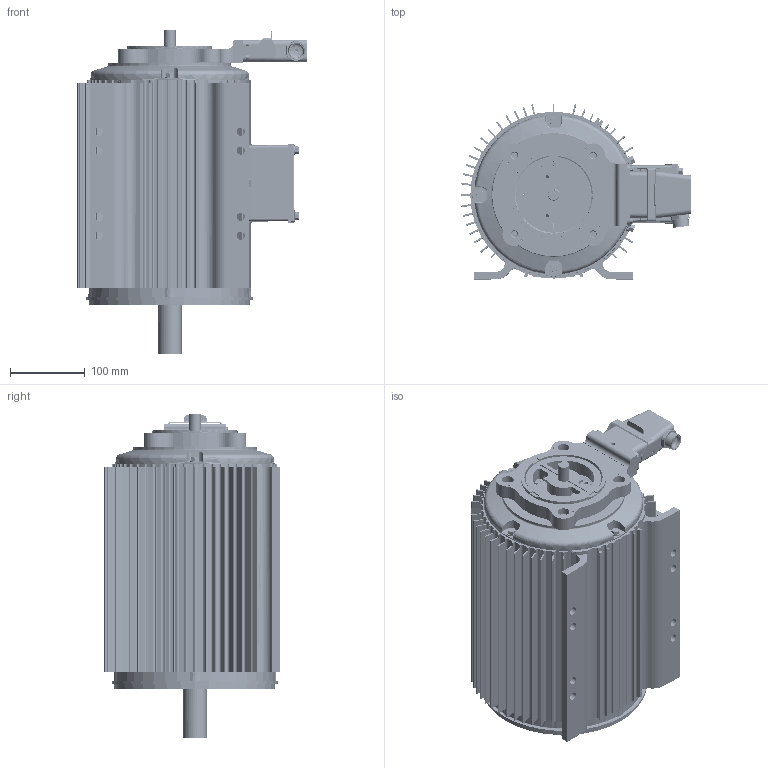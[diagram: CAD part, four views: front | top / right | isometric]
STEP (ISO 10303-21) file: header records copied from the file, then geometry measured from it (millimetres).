
FILE_DESCRIPTION (( 'STEP AP214' ), '1' );
FILE_NAME ('Y543A-A772.STEP', '2021-05-06T11:48:08', ( '' ), ( '' ), 'SwSTEP 2.0', 'SolidWorks 2021', '' );
FILE_SCHEMA (( 'AUTOMOTIVE_DESIGN' ));
Length unit declared in the file: inch
Products named in the file (1): Y543A-A772
Bounding box: 309.1 x 235.01 x 435.61 mm (x, y, z)
Volume: 3036321.1 mm3; surface area: 1308387.2 mm2
Topology: 34 solids, 34 shells, 5274 faces, 13780 edges, 8773 vertices
Faces by surface type: plane 2803, cylinder 1083, bspline 781, torus 291, cone 213, sphere 103
Full cylindrical faces by diameter (mm): 2.493 x4, 2.54 x20, 2.705 x8, 2.794 x8, 3.175 x8, 3.2 x1, 3.378 x4, 3.531 x4, 4.445 x20, 5.105 x4, 5.156 x1, 5.232 x2, 5.258 x8, 5.283 x2, 5.301 x4, 5.41 x2, 5.69 x5, 5.74 x4, 6.35 x8, 6.756 x4, 7.112 x4, 7.849 x2, 7.925 x4, 9.751 x2, 10.084 x4, 10.716 x4, 10.922 x8, 13.208 x8, 15.869 x1, 15.875 x4
Entity records: 225321 total; most frequent: CARTESIAN_POINT 104057, ORIENTED_EDGE 26436, DIRECTION 22508, EDGE_CURVE 13218, VERTEX_POINT 8641, AXIS2_PLACEMENT_3D 7738, VECTOR 7032, LINE 7032
